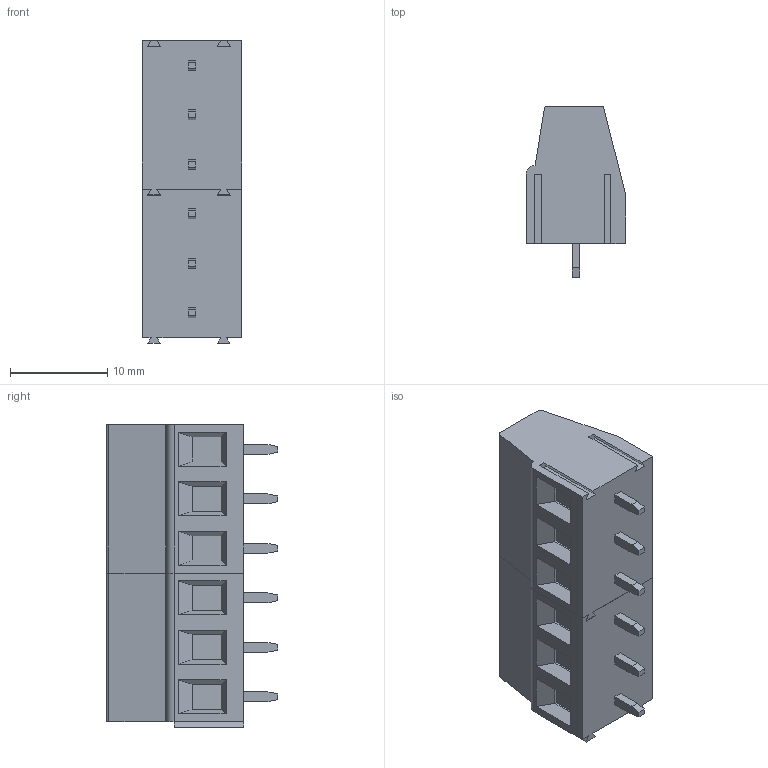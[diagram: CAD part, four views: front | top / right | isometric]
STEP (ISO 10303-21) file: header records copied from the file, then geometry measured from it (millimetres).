
FILE_DESCRIPTION (( 'STEP AP214' ), '1' );
FILE_NAME ('CUI_DEVICES_TB004-508-06BE.step', '2021-01-15T00:37:55', ( '' ), ( '' ), 'SwSTEP 2.0', 'SolidWorks 2020', '' );
FILE_SCHEMA (( 'AUTOMOTIVE_DESIGN' ));
Length unit declared in the file: millimetre
Products named in the file (2): CUI_DEVICES_TB004-508-06BE; TB004-508-03P_Blue - S
Assembly tree (2 placements, depth 2):
  CUI_DEVICES_TB004-508-06BE
    TB004-508-03P_Blue - S  x2
Bounding box: 10.2 x 17.6 x 31.08 mm (x, y, z)
Volume: 3591.3 mm3; surface area: 2464.9 mm2
Topology: 2 solids, 2 shells, 246 faces, 606 edges, 382 vertices
Faces by surface type: plane 174, torus 30, cone 24, cylinder 18
Entity records: 4460 total; most frequent: CARTESIAN_POINT 850, ORIENTED_EDGE 606, DIRECTION 601, EDGE_CURVE 303, VECTOR 213, LINE 213, AXIS2_PLACEMENT_3D 194, VERTEX_POINT 191
